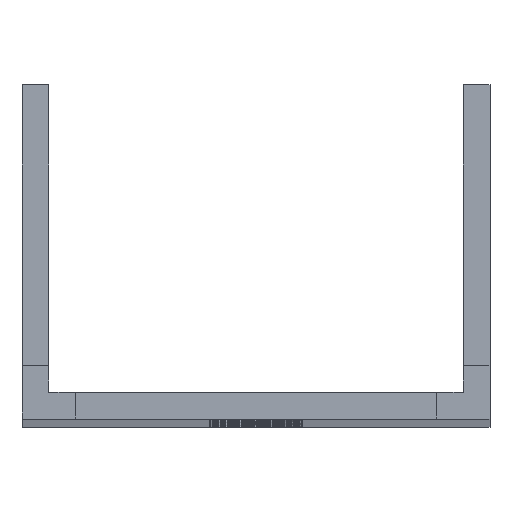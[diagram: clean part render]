
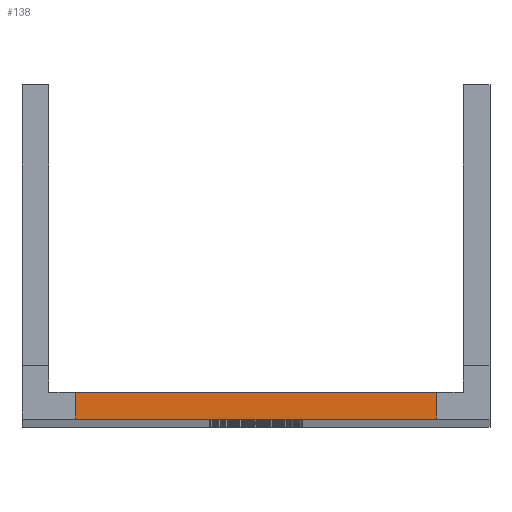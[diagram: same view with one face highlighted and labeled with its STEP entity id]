
A CAD part, top view. The second image highlights one B-rep face of the part: STEP entity #138.
In plain terms, the highlighted planar face has unit normal (0, 0, 1).
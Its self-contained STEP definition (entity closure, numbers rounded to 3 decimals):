
#108 = DIRECTION ( 'NONE',  ( 0., 0., 1. ) ) ;
#138 = ADVANCED_FACE ( 'NONE', ( #6914 ), #3134, .T. ) ;
#268 = LINE ( 'NONE', #4395, #4018 ) ;
#568 = CARTESIAN_POINT ( 'NONE',  ( 27., 0., 700. ) ) ;
#689 = DIRECTION ( 'NONE',  ( 1., 0., 0. ) ) ;
#978 = VECTOR ( 'NONE', #1780, 1000. ) ;
#1253 = VERTEX_POINT ( 'NONE', #568 ) ;
#1379 = EDGE_CURVE ( 'NONE', #1253, #4107, #6312, .T. ) ;
#1780 = DIRECTION ( 'NONE',  ( 1., 0., 0. ) ) ;
#1903 = EDGE_CURVE ( 'NONE', #3728, #6303, #268, .T. ) ;
#2361 = ORIENTED_EDGE ( 'NONE', *, *, #5446, .T. ) ;
#2385 = VECTOR ( 'NONE', #4385, 1000. ) ;
#2547 = CARTESIAN_POINT ( 'NONE',  ( -27., 0., 700. ) ) ;
#2665 = EDGE_CURVE ( 'NONE', #3728, #4107, #6016, .T. ) ;
#2906 = ORIENTED_EDGE ( 'NONE', *, *, #2665, .F. ) ;
#2945 = ORIENTED_EDGE ( 'NONE', *, *, #1379, .T. ) ;
#3063 = CARTESIAN_POINT ( 'NONE',  ( 27., 0., 700. ) ) ;
#3134 = PLANE ( 'NONE',  #6475 ) ;
#3502 = DIRECTION ( 'NONE',  ( 1., 0., 0. ) ) ;
#3728 = VERTEX_POINT ( 'NONE', #7448 ) ;
#3759 = CARTESIAN_POINT ( 'NONE',  ( 31., 8., 700. ) ) ;
#4018 = VECTOR ( 'NONE', #5649, 1000. ) ;
#4107 = VERTEX_POINT ( 'NONE', #6580 ) ;
#4385 = DIRECTION ( 'NONE',  ( 0., 1., 0. ) ) ;
#4395 = CARTESIAN_POINT ( 'NONE',  ( -27., 4., 700. ) ) ;
#4592 = VECTOR ( 'NONE', #3502, 1000. ) ;
#4806 = CARTESIAN_POINT ( 'NONE',  ( -35., 0., 700. ) ) ;
#5176 = ORIENTED_EDGE ( 'NONE', *, *, #1903, .T. ) ;
#5446 = EDGE_CURVE ( 'NONE', #6303, #1253, #7398, .T. ) ;
#5649 = DIRECTION ( 'NONE',  ( 0., -1., 0. ) ) ;
#5782 = EDGE_LOOP ( 'NONE', ( #2361, #2945, #2906, #5176 ) ) ;
#6016 = LINE ( 'NONE', #7127, #4592 ) ;
#6303 = VERTEX_POINT ( 'NONE', #2547 ) ;
#6312 = LINE ( 'NONE', #3063, #2385 ) ;
#6475 = AXIS2_PLACEMENT_3D ( 'NONE', #3759, #108, #689 ) ;
#6580 = CARTESIAN_POINT ( 'NONE',  ( 27., 4., 700. ) ) ;
#6914 = FACE_OUTER_BOUND ( 'NONE', #5782, .T. ) ;
#7127 = CARTESIAN_POINT ( 'NONE',  ( -35., 4., 700. ) ) ;
#7398 = LINE ( 'NONE', #4806, #978 ) ;
#7448 = CARTESIAN_POINT ( 'NONE',  ( -27., 4., 700. ) ) ;
